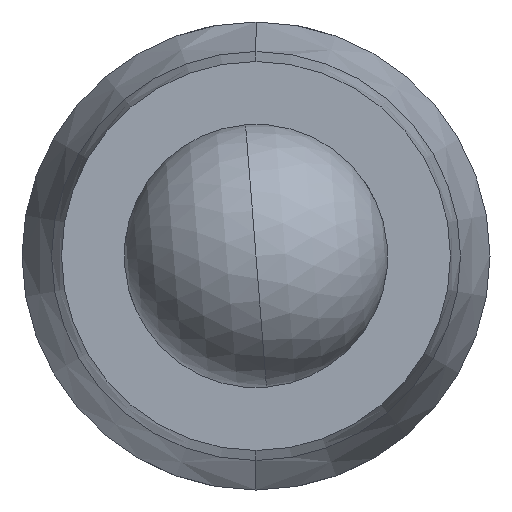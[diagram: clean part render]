
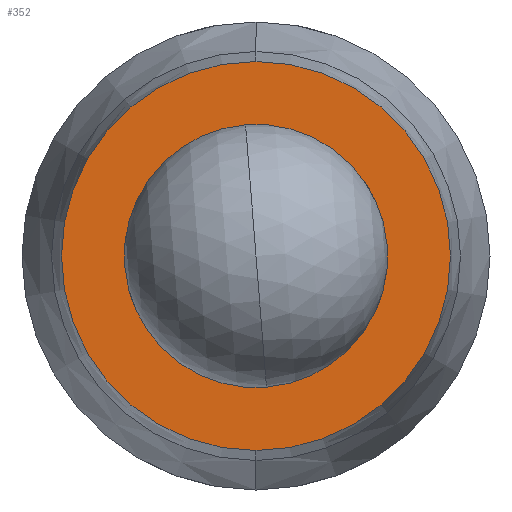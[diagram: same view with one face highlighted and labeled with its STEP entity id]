
A CAD part, left-side view. The second image highlights one B-rep face of the part: STEP entity #352.
In plain terms, the highlighted planar face has unit normal (-1, 0, 0).
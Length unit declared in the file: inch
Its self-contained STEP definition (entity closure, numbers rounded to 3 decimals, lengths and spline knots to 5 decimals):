
#11 = CARTESIAN_POINT ( 'NONE',  ( 0., 0., -0.00665 ) ) ;
#27 = CIRCLE ( 'NONE', #219, 0.0045 ) ;
#55 = ORIENTED_EDGE ( 'NONE', *, *, #102, .F. ) ;
#68 = AXIS2_PLACEMENT_3D ( 'NONE', #366, #83, #316 ) ;
#83 = DIRECTION ( 'NONE',  ( -1., 0., 0. ) ) ;
#102 = EDGE_CURVE ( 'NONE', #382, #530, #372, .T. ) ;
#105 = FACE_BOUND ( 'NONE', #562, .T. ) ;
#135 = EDGE_LOOP ( 'NONE', ( #538, #715 ) ) ;
#141 = CARTESIAN_POINT ( 'NONE',  ( 0., 0., 0. ) ) ;
#171 = EDGE_CURVE ( 'NONE', #653, #285, #362, .T. ) ;
#219 = AXIS2_PLACEMENT_3D ( 'NONE', #141, #431, #555 ) ;
#223 = CARTESIAN_POINT ( 'NONE',  ( 0., -0.00449, 0.00036 ) ) ;
#285 = VERTEX_POINT ( 'NONE', #11 ) ;
#293 = CARTESIAN_POINT ( 'NONE',  ( 0., 0., 0. ) ) ;
#311 = CARTESIAN_POINT ( 'NONE',  ( 0., 0., 0.00665 ) ) ;
#315 = DIRECTION ( 'NONE',  ( 1., 0., 0. ) ) ;
#316 = DIRECTION ( 'NONE',  ( 0., 0., 1. ) ) ;
#352 = ADVANCED_FACE ( 'NONE', ( #105, #551 ), #600, .F. ) ;
#362 = CIRCLE ( 'NONE', #68, 0.00665 ) ;
#366 = CARTESIAN_POINT ( 'NONE',  ( 0., 0., 0. ) ) ;
#372 = CIRCLE ( 'NONE', #784, 0.0045 ) ;
#382 = VERTEX_POINT ( 'NONE', #223 ) ;
#383 = EDGE_CURVE ( 'NONE', #285, #653, #714, .T. ) ;
#408 = CARTESIAN_POINT ( 'NONE',  ( 0., 0., 0. ) ) ;
#431 = DIRECTION ( 'NONE',  ( -1., 0., 0. ) ) ;
#444 = DIRECTION ( 'NONE',  ( -1., 0., 0. ) ) ;
#530 = VERTEX_POINT ( 'NONE', #738 ) ;
#538 = ORIENTED_EDGE ( 'NONE', *, *, #171, .T. ) ;
#544 = CARTESIAN_POINT ( 'NONE',  ( 0., 0.0052, 0. ) ) ;
#551 = FACE_OUTER_BOUND ( 'NONE', #135, .T. ) ;
#555 = DIRECTION ( 'NONE',  ( 0., 0., -1. ) ) ;
#562 = EDGE_LOOP ( 'NONE', ( #723, #55 ) ) ;
#600 = PLANE ( 'NONE',  #673 ) ;
#607 = DIRECTION ( 'NONE',  ( 0., 0., -1. ) ) ;
#653 = VERTEX_POINT ( 'NONE', #311 ) ;
#673 = AXIS2_PLACEMENT_3D ( 'NONE', #544, #315, #691 ) ;
#691 = DIRECTION ( 'NONE',  ( 0., 0., -1. ) ) ;
#692 = AXIS2_PLACEMENT_3D ( 'NONE', #408, #705, #760 ) ;
#705 = DIRECTION ( 'NONE',  ( -1., 0., 0. ) ) ;
#714 = CIRCLE ( 'NONE', #692, 0.00665 ) ;
#715 = ORIENTED_EDGE ( 'NONE', *, *, #383, .T. ) ;
#721 = EDGE_CURVE ( 'NONE', #530, #382, #27, .T. ) ;
#723 = ORIENTED_EDGE ( 'NONE', *, *, #721, .F. ) ;
#738 = CARTESIAN_POINT ( 'NONE',  ( 0., 0.00449, -0.00036 ) ) ;
#760 = DIRECTION ( 'NONE',  ( 0., 0., 1. ) ) ;
#784 = AXIS2_PLACEMENT_3D ( 'NONE', #293, #444, #607 ) ;
